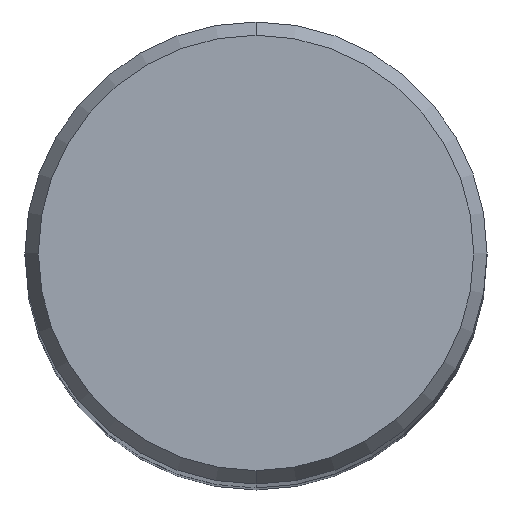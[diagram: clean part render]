
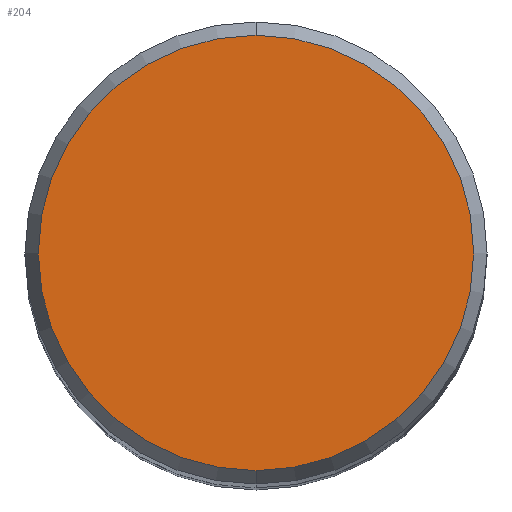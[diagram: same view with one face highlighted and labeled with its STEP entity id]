
A CAD part, top view. The second image highlights one B-rep face of the part: STEP entity #204.
In plain terms, the highlighted planar face has unit normal (0, 0, 1).
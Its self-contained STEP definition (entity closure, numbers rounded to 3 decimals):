
#164=EDGE_CURVE('',#210,#186,#327,.T.);
#180=EDGE_CURVE('',#186,#210,#344,.T.);
#186=VERTEX_POINT('',#350);
#204=ADVANCED_FACE('',(#370),#371,.T.);
#210=VERTEX_POINT('',#377);
#327=CIRCLE('',#513,3.746);
#344=CIRCLE('',#534,3.746);
#350=CARTESIAN_POINT('',(0.0,3.746,0.01));
#370=FACE_OUTER_BOUND('',#565,.T.);
#371=PLANE('',#566);
#377=CARTESIAN_POINT('',(0.,-3.746,0.01));
#513=AXIS2_PLACEMENT_3D('',#717,#718,#719);
#534=AXIS2_PLACEMENT_3D('',#737,#738,#739);
#565=EDGE_LOOP('',(#771,#772));
#566=AXIS2_PLACEMENT_3D('',#773,#774,#775);
#717=CARTESIAN_POINT('',(0.0,0.0,0.01));
#718=DIRECTION('',(0.0,0.0,-1.0));
#719=DIRECTION('',(0.0,1.0,0.0));
#737=CARTESIAN_POINT('',(0.0,0.0,0.01));
#738=DIRECTION('',(0.0,0.0,-1.0));
#739=DIRECTION('',(0.0,1.0,0.0));
#771=ORIENTED_EDGE('',*,*,#180,.F.);
#772=ORIENTED_EDGE('',*,*,#164,.F.);
#773=CARTESIAN_POINT('',(0.0,1.873,0.01));
#774=DIRECTION('',(-0.0,0.0,1.0));
#775=DIRECTION('',(0.0,-1.0,0.0));
